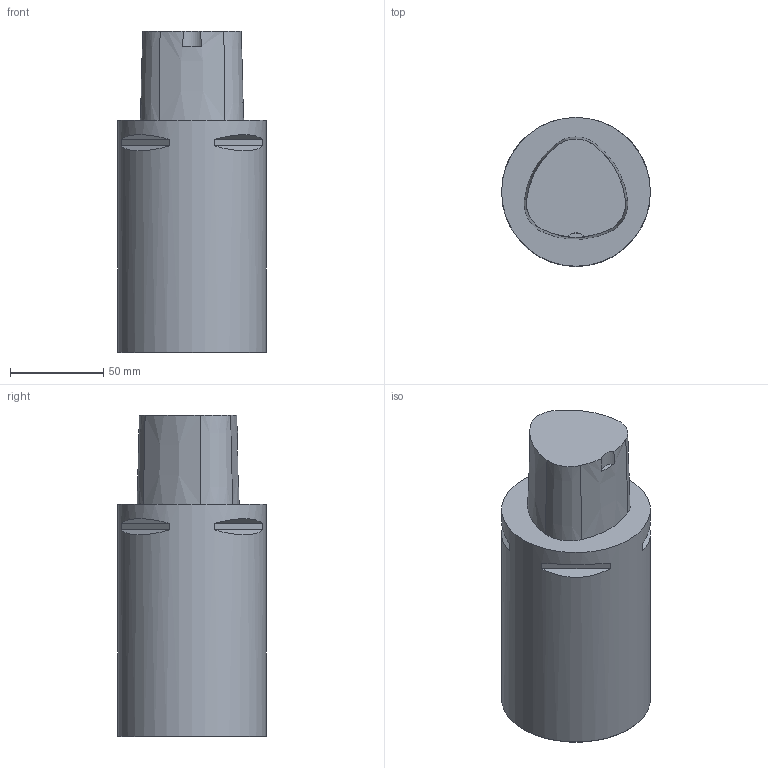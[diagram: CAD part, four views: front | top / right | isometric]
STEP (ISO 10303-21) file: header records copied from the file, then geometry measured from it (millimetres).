
FILE_DESCRIPTION(/* description */ (''),/* implementation_level */ '2;1');
FILE_NAME(/* name */ '2237_1_3d.stp',/* time_stamp */ '2017-02-08T07:32:53+01:00',/* author */ (''),/* organization */ ('SMS'),/* preprocessor_version */ 'ST-DEVELOPER v15',/* originating_system */ 'SIEMENS PLM Software NX 8.5',/* authorisation */ '');
FILE_SCHEMA (('AUTOMOTIVE_DESIGN { 1 0 10303 214 3 1 1 1 }'));
Length unit declared in the file: millimetre
Products named in the file (1): 2237_1_3D
Bounding box: 80 x 80 x 173 mm (x, y, z)
Volume: 733370 mm3; surface area: 49865.5 mm2
Topology: 1 solids, 1 shells, 25 faces, 54 edges, 36 vertices
Faces by surface type: plane 16, cone 7, cylinder 2
Full cylindrical faces by diameter (mm): 80 x1
Entity records: 729 total; most frequent: DIRECTION 134, CARTESIAN_POINT 121, ORIENTED_EDGE 102, AXIS2_PLACEMENT_3D 56, EDGE_CURVE 51, VERTEX_POINT 35, EDGE_LOOP 32, ADVANCED_FACE 25
